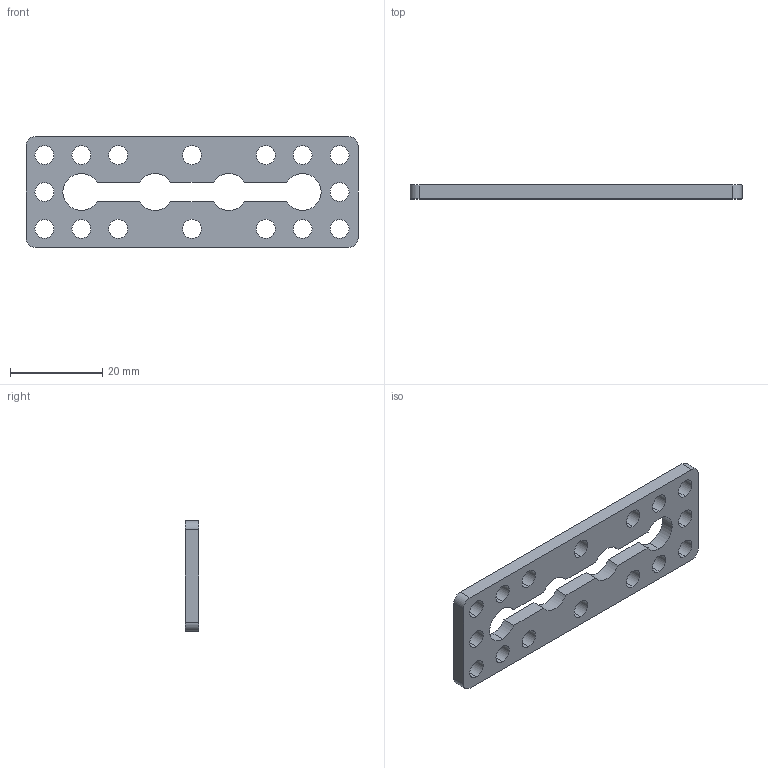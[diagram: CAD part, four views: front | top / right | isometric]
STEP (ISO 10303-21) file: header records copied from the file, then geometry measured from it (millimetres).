
FILE_DESCRIPTION (( 'STEP AP214' ), '1' );
FILE_NAME ('Plate0324-072 V1.0.step', '2016-10-28T04:09:51', ( 'dell' ), ( '' ), 'SwSTEP 2.0', 'SolidWorks 2013', '' );
FILE_SCHEMA (( 'AUTOMOTIVE_DESIGN' ));
Length unit declared in the file: millimetre
Products named in the file (1): Plate0324-072 V1.0
Bounding box: 72 x 3 x 24 mm (x, y, z)
Volume: 3619.9 mm3; surface area: 3984.6 mm2
Topology: 1 solids, 1 shells, 60 faces, 174 edges, 116 vertices
Faces by surface type: cylinder 48, plane 12
Entity records: 2136 total; most frequent: DIRECTION 392, CARTESIAN_POINT 351, ORIENTED_EDGE 348, EDGE_CURVE 174, AXIS2_PLACEMENT_3D 157, VERTEX_POINT 116, CIRCLE 96, EDGE_LOOP 94
